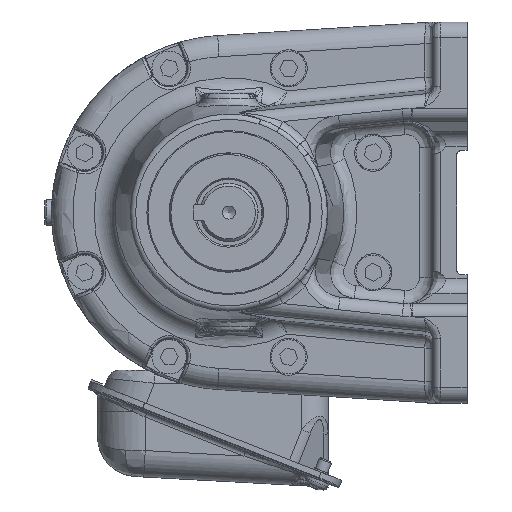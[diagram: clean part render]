
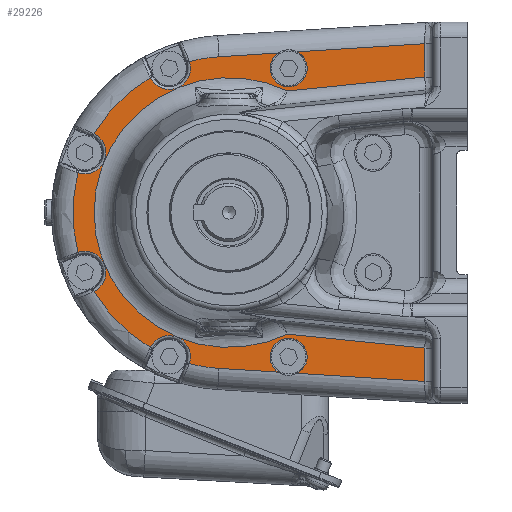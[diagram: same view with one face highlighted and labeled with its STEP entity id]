
A CAD part, left-side view. The second image highlights one B-rep face of the part: STEP entity #29226.
In plain terms, the highlighted face is planar.
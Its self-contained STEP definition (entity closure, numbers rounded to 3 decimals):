
#1756=LINE('',#44819,#3728);
#1757=LINE('',#44825,#3729);
#1758=LINE('',#44827,#3730);
#1759=LINE('',#44829,#3731);
#1760=LINE('',#44833,#3732);
#1761=LINE('',#44835,#3733);
#1762=LINE('',#44837,#3734);
#1763=LINE('',#44841,#3735);
#3728=VECTOR('',#35322,10.);
#3729=VECTOR('',#35327,10.);
#3730=VECTOR('',#35328,10.);
#3731=VECTOR('',#35329,10.);
#3732=VECTOR('',#35332,10.);
#3733=VECTOR('',#35333,10.);
#3734=VECTOR('',#35334,10.);
#3735=VECTOR('',#35337,10.);
#6514=FACE_OUTER_BOUND('',#8415,.T.);
#8415=EDGE_LOOP('',(#19873,#19874,#19875,#19876,#19877,#19878,#19879,#19880,
#19881,#19882,#19883,#19884,#19885,#19886,#19887,#19888,#19889,#19890,#19891,
#19892,#19893));
#10515=CIRCLE('',#31526,8.);
#10520=CIRCLE('',#31533,59.);
#10524=CIRCLE('',#31540,8.);
#10527=CIRCLE('',#31545,59.);
#10528=CIRCLE('',#31546,8.);
#10529=CIRCLE('',#31547,59.);
#10530=CIRCLE('',#31548,7.);
#10531=CIRCLE('',#31549,7.);
#10532=CIRCLE('',#31550,50.958);
#10533=CIRCLE('',#31551,7.);
#10534=CIRCLE('',#31552,59.);
#10535=CIRCLE('',#31553,59.);
#10536=CIRCLE('',#31554,8.);
#12228=VERTEX_POINT('',#44481);
#12231=VERTEX_POINT('',#44486);
#12237=VERTEX_POINT('',#44652);
#12239=VERTEX_POINT('',#44681);
#12240=VERTEX_POINT('',#44688);
#12243=VERTEX_POINT('',#44812);
#12244=VERTEX_POINT('',#44813);
#12245=VERTEX_POINT('',#44815);
#12246=VERTEX_POINT('',#44818);
#12247=VERTEX_POINT('',#44820);
#12248=VERTEX_POINT('',#44822);
#12249=VERTEX_POINT('',#44824);
#12250=VERTEX_POINT('',#44826);
#12251=VERTEX_POINT('',#44828);
#12252=VERTEX_POINT('',#44830);
#12253=VERTEX_POINT('',#44832);
#12254=VERTEX_POINT('',#44834);
#12255=VERTEX_POINT('',#44836);
#12256=VERTEX_POINT('',#44838);
#12257=VERTEX_POINT('',#44840);
#12258=VERTEX_POINT('',#44843);
#15142=EDGE_CURVE('',#12231,#12228,#10515,.T.);
#15156=EDGE_CURVE('',#12237,#12231,#10520,.T.);
#15163=EDGE_CURVE('',#12239,#12240,#10524,.T.);
#15171=EDGE_CURVE('',#12243,#12244,#10527,.T.);
#15172=EDGE_CURVE('',#12245,#12243,#10528,.T.);
#15173=EDGE_CURVE('',#12228,#12245,#10529,.T.);
#15174=EDGE_CURVE('',#12246,#12237,#1756,.T.);
#15175=EDGE_CURVE('',#12246,#12247,#10530,.T.);
#15176=EDGE_CURVE('',#12247,#12248,#10531,.T.);
#15177=EDGE_CURVE('',#12249,#12248,#1757,.T.);
#15178=EDGE_CURVE('',#12250,#12249,#1758,.T.);
#15179=EDGE_CURVE('',#12251,#12250,#1759,.T.);
#15180=EDGE_CURVE('',#12252,#12251,#10532,.T.);
#15181=EDGE_CURVE('',#12253,#12252,#1760,.T.);
#15182=EDGE_CURVE('',#12254,#12253,#1761,.T.);
#15183=EDGE_CURVE('',#12255,#12254,#1762,.T.);
#15184=EDGE_CURVE('',#12255,#12256,#10533,.T.);
#15185=EDGE_CURVE('',#12257,#12256,#1763,.T.);
#15186=EDGE_CURVE('',#12240,#12257,#10534,.T.);
#15187=EDGE_CURVE('',#12258,#12239,#10535,.T.);
#15188=EDGE_CURVE('',#12244,#12258,#10536,.T.);
#19873=ORIENTED_EDGE('',*,*,#15171,.F.);
#19874=ORIENTED_EDGE('',*,*,#15172,.F.);
#19875=ORIENTED_EDGE('',*,*,#15173,.F.);
#19876=ORIENTED_EDGE('',*,*,#15142,.F.);
#19877=ORIENTED_EDGE('',*,*,#15156,.F.);
#19878=ORIENTED_EDGE('',*,*,#15174,.F.);
#19879=ORIENTED_EDGE('',*,*,#15175,.T.);
#19880=ORIENTED_EDGE('',*,*,#15176,.T.);
#19881=ORIENTED_EDGE('',*,*,#15177,.F.);
#19882=ORIENTED_EDGE('',*,*,#15178,.F.);
#19883=ORIENTED_EDGE('',*,*,#15179,.F.);
#19884=ORIENTED_EDGE('',*,*,#15180,.F.);
#19885=ORIENTED_EDGE('',*,*,#15181,.F.);
#19886=ORIENTED_EDGE('',*,*,#15182,.F.);
#19887=ORIENTED_EDGE('',*,*,#15183,.F.);
#19888=ORIENTED_EDGE('',*,*,#15184,.T.);
#19889=ORIENTED_EDGE('',*,*,#15185,.F.);
#19890=ORIENTED_EDGE('',*,*,#15186,.F.);
#19891=ORIENTED_EDGE('',*,*,#15163,.F.);
#19892=ORIENTED_EDGE('',*,*,#15187,.F.);
#19893=ORIENTED_EDGE('',*,*,#15188,.F.);
#28464=PLANE('',#31544);
#29226=ADVANCED_FACE('',(#6514),#28464,.F.);
#31526=AXIS2_PLACEMENT_3D('',#44488,#35274,#35275);
#31533=AXIS2_PLACEMENT_3D('',#44654,#35289,#35290);
#31540=AXIS2_PLACEMENT_3D('',#44690,#35305,#35306);
#31544=AXIS2_PLACEMENT_3D('',#44811,#35314,#35315);
#31545=AXIS2_PLACEMENT_3D('',#44814,#35316,#35317);
#31546=AXIS2_PLACEMENT_3D('',#44816,#35318,#35319);
#31547=AXIS2_PLACEMENT_3D('',#44817,#35320,#35321);
#31548=AXIS2_PLACEMENT_3D('',#44821,#35323,#35324);
#31549=AXIS2_PLACEMENT_3D('',#44823,#35325,#35326);
#31550=AXIS2_PLACEMENT_3D('',#44831,#35330,#35331);
#31551=AXIS2_PLACEMENT_3D('',#44839,#35335,#35336);
#31552=AXIS2_PLACEMENT_3D('',#44842,#35338,#35339);
#31553=AXIS2_PLACEMENT_3D('',#44844,#35340,#35341);
#31554=AXIS2_PLACEMENT_3D('',#44845,#35342,#35343);
#35274=DIRECTION('center_axis',(0.,1.,0.));
#35275=DIRECTION('ref_axis',(-0.383,0.,0.924));
#35289=DIRECTION('center_axis',(0.,-1.,0.));
#35290=DIRECTION('ref_axis',(1.,0.,0.));
#35305=DIRECTION('center_axis',(0.,1.,0.));
#35306=DIRECTION('ref_axis',(-0.383,0.,-0.924));
#35314=DIRECTION('center_axis',(0.,-1.,0.));
#35315=DIRECTION('ref_axis',(1.,0.,0.));
#35316=DIRECTION('center_axis',(0.,-1.,0.));
#35317=DIRECTION('ref_axis',(1.,0.,0.));
#35318=DIRECTION('center_axis',(0.,1.,0.));
#35319=DIRECTION('ref_axis',(-0.924,0.,0.383));
#35320=DIRECTION('center_axis',(0.,-1.,0.));
#35321=DIRECTION('ref_axis',(1.,0.,0.));
#35322=DIRECTION('',(0.998,0.,0.063));
#35323=DIRECTION('center_axis',(0.,-1.,0.));
#35324=DIRECTION('ref_axis',(0.,0.,
-1.));
#35325=DIRECTION('center_axis',(0.,-1.,0.));
#35326=DIRECTION('ref_axis',(0.,0.,
-1.));
#35327=DIRECTION('',(0.998,0.,0.063));
#35328=DIRECTION('',(0.,0.,-1.));
#35329=DIRECTION('',(-0.995,0.,-0.101));
#35330=DIRECTION('center_axis',(0.,1.,0.));
#35331=DIRECTION('ref_axis',(1.,0.,0.));
#35332=DIRECTION('',(0.995,0.,-0.101));
#35333=DIRECTION('',(0.,0.,-1.));
#35334=DIRECTION('',(-0.998,0.,0.063));
#35335=DIRECTION('center_axis',(0.,-1.,0.));
#35336=DIRECTION('ref_axis',(0.,0.,
-1.));
#35337=DIRECTION('',(-0.998,0.,0.063));
#35338=DIRECTION('center_axis',(0.,-1.,0.));
#35339=DIRECTION('ref_axis',(1.,0.,0.));
#35340=DIRECTION('center_axis',(0.,-1.,0.));
#35341=DIRECTION('ref_axis',(1.,0.,0.));
#35342=DIRECTION('center_axis',(0.,1.,0.));
#35343=DIRECTION('ref_axis',(-0.924,0.,-0.383));
#44481=CARTESIAN_POINT('',(29.745,12.45,-50.953));
#44486=CARTESIAN_POINT('',(14.997,12.45,-57.062));
#44488=CARTESIAN_POINT('Origin',(22.578,12.45,-54.509));
#44652=CARTESIAN_POINT('',(3.721,12.45,-58.883));
#44654=CARTESIAN_POINT('Origin',(0.,12.45,0.));
#44681=CARTESIAN_POINT('',(29.745,12.45,50.953));
#44688=CARTESIAN_POINT('',(14.997,12.45,57.062));
#44690=CARTESIAN_POINT('Origin',(22.578,12.45,54.509));
#44811=CARTESIAN_POINT('Origin',(-17.393,12.45,0.));
#44812=CARTESIAN_POINT('',(57.062,12.45,-14.997));
#44813=CARTESIAN_POINT('',(57.062,12.45,14.997));
#44814=CARTESIAN_POINT('Origin',(0.,12.45,0.));
#44815=CARTESIAN_POINT('',(50.953,12.45,-29.745));
#44816=CARTESIAN_POINT('Origin',(54.509,12.45,-22.578));
#44817=CARTESIAN_POINT('Origin',(0.,12.45,0.));
#44818=CARTESIAN_POINT('',(-18.64,12.45,-60.296));
#44819=CARTESIAN_POINT('',(-45.553,12.45,-61.997));
#44820=CARTESIAN_POINT('',(-22.578,12.45,-47.509));
#44821=CARTESIAN_POINT('Origin',(-22.578,12.45,-54.509));
#44822=CARTESIAN_POINT('',(-25.757,12.45,-60.746));
#44823=CARTESIAN_POINT('Origin',(-22.578,12.45,-54.509));
#44824=CARTESIAN_POINT('',(-74.,12.45,-63.794));
#44825=CARTESIAN_POINT('',(-45.553,12.45,-61.997));
#44826=CARTESIAN_POINT('',(-74.,12.45,-51.199));
#44827=CARTESIAN_POINT('',(-74.,12.45,0.));
#44828=CARTESIAN_POINT('',(-22.069,12.45,-45.931));
#44829=CARTESIAN_POINT('',(-4.221,12.45,-44.121));
#44830=CARTESIAN_POINT('',(-22.069,12.45,45.931));
#44831=CARTESIAN_POINT('Origin',(0.,12.45,0.));
#44832=CARTESIAN_POINT('',(-74.,12.45,51.199));
#44833=CARTESIAN_POINT('',(-44.588,12.45,48.215));
#44834=CARTESIAN_POINT('',(-74.,12.45,63.794));
#44835=CARTESIAN_POINT('',(-74.,12.45,0.));
#44836=CARTESIAN_POINT('',(-25.757,12.45,60.746));
#44837=CARTESIAN_POINT('',(-4.941,12.45,59.43));
#44838=CARTESIAN_POINT('',(-18.64,12.45,60.296));
#44839=CARTESIAN_POINT('Origin',(-22.578,12.45,54.509));
#44840=CARTESIAN_POINT('',(3.721,12.45,58.883));
#44841=CARTESIAN_POINT('',(-4.941,12.45,59.43));
#44842=CARTESIAN_POINT('Origin',(0.,12.45,0.));
#44843=CARTESIAN_POINT('',(50.953,12.45,29.745));
#44844=CARTESIAN_POINT('Origin',(0.,12.45,0.));
#44845=CARTESIAN_POINT('Origin',(54.509,12.45,22.578));
